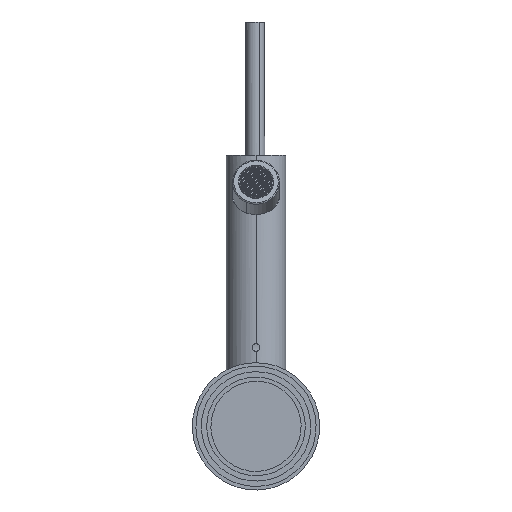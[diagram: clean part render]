
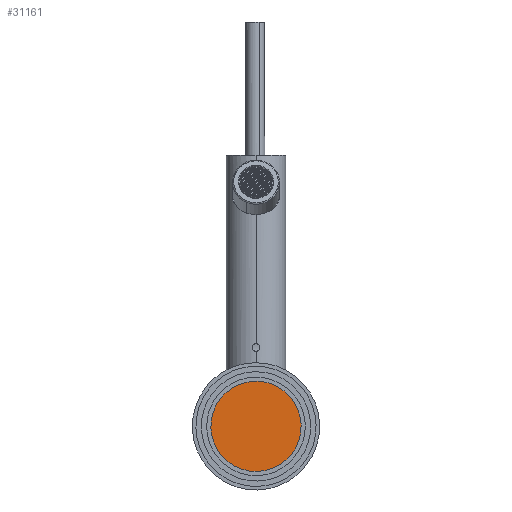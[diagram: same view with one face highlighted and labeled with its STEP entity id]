
A CAD part, front view. The second image highlights one B-rep face of the part: STEP entity #31161.
In plain terms, the highlighted planar face has unit normal (0, -1, 0).
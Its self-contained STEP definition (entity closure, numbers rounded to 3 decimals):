
#2534 = VERTEX_POINT ( 'NONE', #8404 ) ;
#5210 = DIRECTION ( 'NONE',  ( 0., 0., -1. ) ) ;
#7447 = CIRCLE ( 'NONE', #62047, 22.225 ) ;
#8404 = CARTESIAN_POINT ( 'NONE',  ( 0., 0., 22.225 ) ) ;
#9685 = EDGE_LOOP ( 'NONE', ( #51692, #65823 ) ) ;
#12171 = DIRECTION ( 'NONE',  ( 0., 1., 0. ) ) ;
#14104 = VERTEX_POINT ( 'NONE', #62886 ) ;
#19768 = EDGE_CURVE ( 'NONE', #2534, #14104, #66526, .T. ) ;
#22870 = DIRECTION ( 'NONE',  ( 0., 0., -1. ) ) ;
#30002 = DIRECTION ( 'NONE',  ( 0., 0., -1. ) ) ;
#31161 = ADVANCED_FACE ( 'NONE', ( #79897 ), #86672, .F. ) ;
#51692 = ORIENTED_EDGE ( 'NONE', *, *, #19768, .F. ) ;
#52501 = AXIS2_PLACEMENT_3D ( 'NONE', #88256, #12171, #22870 ) ;
#52997 = CARTESIAN_POINT ( 'NONE',  ( 0., 0., 0. ) ) ;
#56114 = CARTESIAN_POINT ( 'NONE',  ( 0., 0., 0. ) ) ;
#62047 = AXIS2_PLACEMENT_3D ( 'NONE', #56114, #72618, #5210 ) ;
#62886 = CARTESIAN_POINT ( 'NONE',  ( 0., 0., -22.225 ) ) ;
#65823 = ORIENTED_EDGE ( 'NONE', *, *, #93230, .F. ) ;
#66526 = CIRCLE ( 'NONE', #52501, 22.225 ) ;
#67787 = AXIS2_PLACEMENT_3D ( 'NONE', #52997, #74496, #30002 ) ;
#72618 = DIRECTION ( 'NONE',  ( 0., 1., 0. ) ) ;
#74496 = DIRECTION ( 'NONE',  ( 0., 1., 0. ) ) ;
#79897 = FACE_OUTER_BOUND ( 'NONE', #9685, .T. ) ;
#86672 = PLANE ( 'NONE',  #67787 ) ;
#88256 = CARTESIAN_POINT ( 'NONE',  ( 0., 0., 0. ) ) ;
#93230 = EDGE_CURVE ( 'NONE', #14104, #2534, #7447, .T. ) ;
